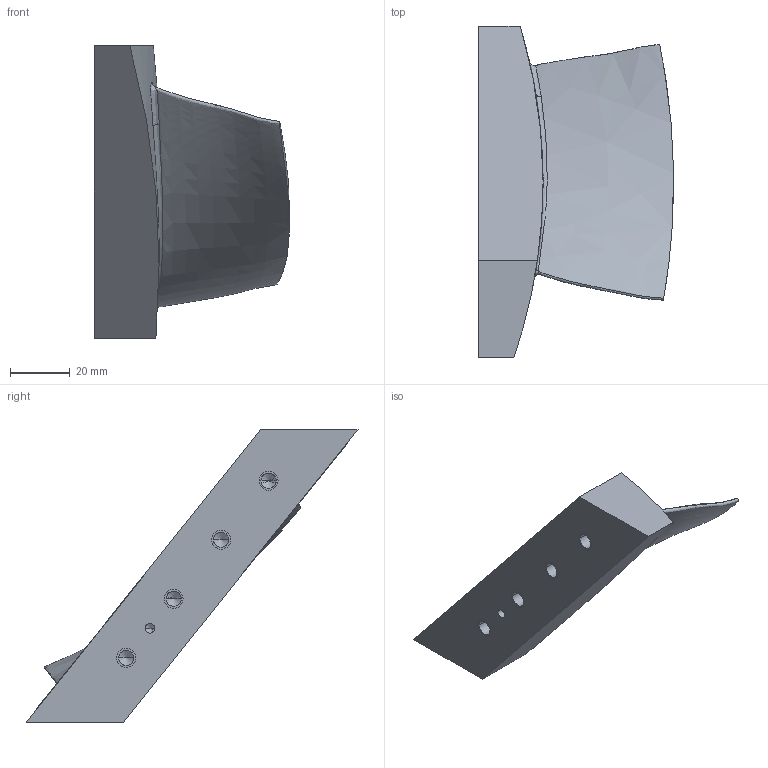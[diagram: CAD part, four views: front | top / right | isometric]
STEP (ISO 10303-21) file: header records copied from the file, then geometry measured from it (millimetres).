
FILE_DESCRIPTION((''),'2;1');
FILE_NAME('ROTOR_192MM_CUTROUND','2014-03-04T',('Aric Rousso'),(''),'PRO/ENGINEER BY PARAMETRIC TECHNOLOGY CORPORATION, 2013230','PRO/ENGINEER BY PARAMETRIC TECHNOLOGY CORPORATION, 2013230','');
FILE_SCHEMA(('CONFIG_CONTROL_DESIGN'));
Length unit declared in the file: inch
Products named in the file (1): ROTOR_192MM_CUTROUND
Bounding box: 65.5 x 111.3 x 97.94 mm (x, y, z)
Volume: 83777.7 mm3; surface area: 23821 mm2
Topology: 1 solids, 6 shells, 47 faces, 121 edges, 75 vertices
Faces by surface type: cylinder 20, cone 10, plane 9, bspline 8
Entity records: 5787 total; most frequent: CARTESIAN_POINT 4722, DIRECTION 200, ORIENTED_EDGE 192, EDGE_CURVE 110, AXIS2_PLACEMENT_3D 82, VERTEX_POINT 75, EDGE_LOOP 57, FACE_OUTER_BOUND 47
